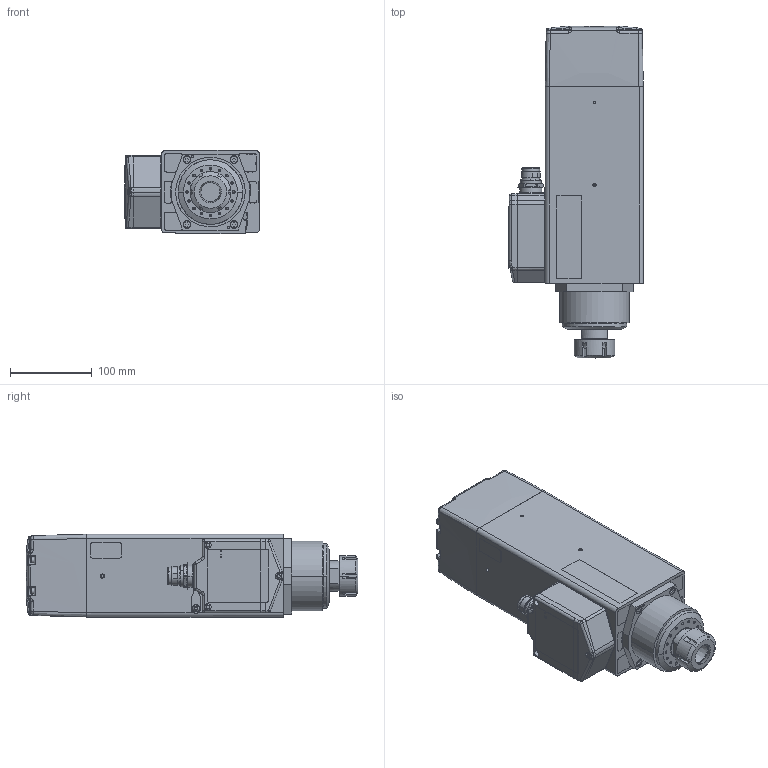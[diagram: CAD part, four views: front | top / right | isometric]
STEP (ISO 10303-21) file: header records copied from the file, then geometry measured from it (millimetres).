
FILE_DESCRIPTION (( 'STEP AP203' ), '1' );
FILE_NAME ('8.7hp Spindle.STEP', '2025-07-22T20:24:11', ( 'crpadmin' ), ( '' ), 'SwSTEP 2.0', 'SolidWorks 2025', '' );
FILE_SCHEMA (( 'CONFIG_CONTROL_DESIGN' ));
Products named in the file (1): 8.7hp Spindle
Bounding box: 164.11 x 406.2 x 102.1 mm (x, y, z)
Surface area: 407156.5 mm2 (no closed solid volume)
Topology: 0 solids, 156 shells, 1987 faces, 5512 edges, 3512 vertices
Faces by surface type: cylinder 795, plane 541, torus 284, bspline 184, cone 169, sphere 14
Entity records: 91188 total; most frequent: CARTESIAN_POINT 53161, ORIENTED_EDGE 9153, EDGE_CURVE 5390, B_SPLINE_CURVE_WITH_KNOTS 4941, DIRECTION 4054, VERTEX_POINT 3510, EDGE_LOOP 2177, ADVANCED_FACE 1987
